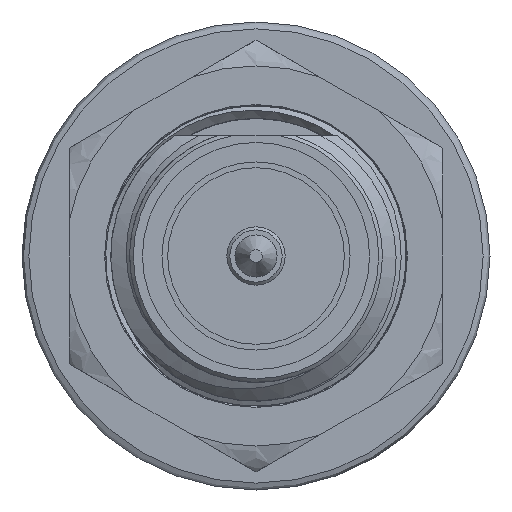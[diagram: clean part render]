
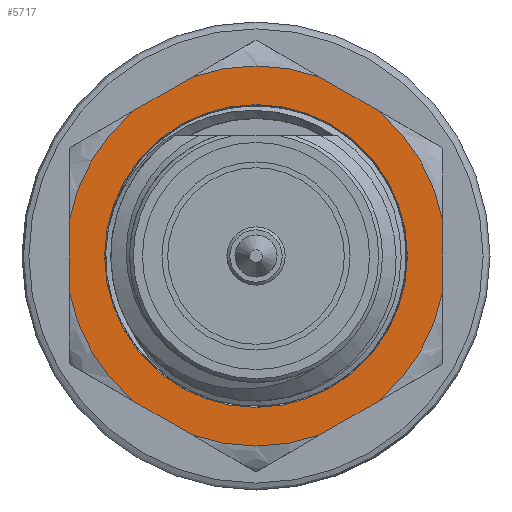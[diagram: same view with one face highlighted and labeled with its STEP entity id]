
A CAD part, front view. The second image highlights one B-rep face of the part: STEP entity #5717.
In plain terms, the highlighted planar face has unit normal (0, -1, 0).
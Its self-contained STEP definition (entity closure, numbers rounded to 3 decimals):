
#124=PLANE('',#6357);
#597=CIRCLE('',#6358,3.3);
#598=CIRCLE('',#6359,4.142);
#599=CIRCLE('',#6360,4.142);
#600=CIRCLE('',#6361,4.142);
#601=CIRCLE('',#6362,4.142);
#602=CIRCLE('',#6363,4.142);
#603=CIRCLE('',#6364,4.142);
#1614=ORIENTED_EDGE('',*,*,#2789,.T.);
#1615=ORIENTED_EDGE('',*,*,#2790,.F.);
#1616=ORIENTED_EDGE('',*,*,#2791,.T.);
#1617=ORIENTED_EDGE('',*,*,#2792,.F.);
#1618=ORIENTED_EDGE('',*,*,#2793,.T.);
#1619=ORIENTED_EDGE('',*,*,#2794,.F.);
#1620=ORIENTED_EDGE('',*,*,#2795,.T.);
#1621=ORIENTED_EDGE('',*,*,#2796,.F.);
#1622=ORIENTED_EDGE('',*,*,#2797,.T.);
#1623=ORIENTED_EDGE('',*,*,#2798,.F.);
#1624=ORIENTED_EDGE('',*,*,#2799,.T.);
#1625=ORIENTED_EDGE('',*,*,#2800,.F.);
#1626=ORIENTED_EDGE('',*,*,#2801,.T.);
#2789=EDGE_CURVE('',#3460,#3460,#597,.F.);
#2790=EDGE_CURVE('',#3461,#3462,#598,.F.);
#2791=EDGE_CURVE('',#3461,#3463,#3922,.T.);
#2792=EDGE_CURVE('',#3464,#3463,#599,.F.);
#2793=EDGE_CURVE('',#3464,#3465,#3923,.T.);
#2794=EDGE_CURVE('',#3466,#3465,#600,.F.);
#2795=EDGE_CURVE('',#3466,#3467,#3924,.T.);
#2796=EDGE_CURVE('',#3468,#3467,#601,.F.);
#2797=EDGE_CURVE('',#3468,#3469,#3925,.T.);
#2798=EDGE_CURVE('',#3470,#3469,#602,.F.);
#2799=EDGE_CURVE('',#3470,#3471,#3926,.T.);
#2800=EDGE_CURVE('',#3472,#3471,#603,.F.);
#2801=EDGE_CURVE('',#3472,#3462,#3927,.T.);
#3460=VERTEX_POINT('',#22151);
#3461=VERTEX_POINT('',#22153);
#3462=VERTEX_POINT('',#22154);
#3463=VERTEX_POINT('',#22156);
#3464=VERTEX_POINT('',#22158);
#3465=VERTEX_POINT('',#22160);
#3466=VERTEX_POINT('',#22162);
#3467=VERTEX_POINT('',#22164);
#3468=VERTEX_POINT('',#22166);
#3469=VERTEX_POINT('',#22168);
#3470=VERTEX_POINT('',#22170);
#3471=VERTEX_POINT('',#22172);
#3472=VERTEX_POINT('',#22174);
#3922=LINE('',#22155,#4180);
#3923=LINE('',#22159,#4181);
#3924=LINE('',#22163,#4182);
#3925=LINE('',#22167,#4183);
#3926=LINE('',#22171,#4184);
#3927=LINE('',#22175,#4185);
#4180=VECTOR('',#7434,1000.);
#4181=VECTOR('',#7437,1000.);
#4182=VECTOR('',#7440,1000.);
#4183=VECTOR('',#7443,1000.);
#4184=VECTOR('',#7446,1000.);
#4185=VECTOR('',#7449,1000.);
#4492=EDGE_LOOP('',(#1614));
#4493=EDGE_LOOP('',(#1615,#1616,#1617,#1618,#1619,#1620,#1621,#1622,#1623,
#1624,#1625,#1626));
#5057=FACE_BOUND('',#4492,.T.);
#5058=FACE_BOUND('',#4493,.T.);
#5717=ADVANCED_FACE('',(#5057,#5058),#124,.T.);
#6357=AXIS2_PLACEMENT_3D('',#22149,#7428,#7429);
#6358=AXIS2_PLACEMENT_3D('',#22150,#7430,#7431);
#6359=AXIS2_PLACEMENT_3D('',#22152,#7432,#7433);
#6360=AXIS2_PLACEMENT_3D('',#22157,#7435,#7436);
#6361=AXIS2_PLACEMENT_3D('',#22161,#7438,#7439);
#6362=AXIS2_PLACEMENT_3D('',#22165,#7441,#7442);
#6363=AXIS2_PLACEMENT_3D('',#22169,#7444,#7445);
#6364=AXIS2_PLACEMENT_3D('',#22173,#7447,#7448);
#7428=DIRECTION('',(0.,-1.,0.));
#7429=DIRECTION('',(1.,0.,0.));
#7430=DIRECTION('',(0.,-1.,0.));
#7431=DIRECTION('',(1.,0.,0.));
#7432=DIRECTION('',(0.,-1.,0.));
#7433=DIRECTION('',(1.,0.,0.));
#7434=DIRECTION('',(0.,0.,1.));
#7435=DIRECTION('',(0.,-1.,0.));
#7436=DIRECTION('',(1.,0.,0.));
#7437=DIRECTION('',(-0.866,0.,0.5));
#7438=DIRECTION('',(0.,-1.,0.));
#7439=DIRECTION('',(1.,0.,0.));
#7440=DIRECTION('',(-0.866,0.,-0.5));
#7441=DIRECTION('',(0.,-1.,0.));
#7442=DIRECTION('',(1.,0.,0.));
#7443=DIRECTION('',(0.,0.,-1.));
#7444=DIRECTION('',(0.,-1.,0.));
#7445=DIRECTION('',(1.,0.,0.));
#7446=DIRECTION('',(0.866,0.,-0.5));
#7447=DIRECTION('',(0.,-1.,0.));
#7448=DIRECTION('',(1.,0.,0.));
#7449=DIRECTION('',(0.866,0.,0.5));
#22149=CARTESIAN_POINT('',(0.,-73.45,0.));
#22150=CARTESIAN_POINT('',(0.,-73.45,0.));
#22151=CARTESIAN_POINT('',(3.3,-73.45,0.));
#22152=CARTESIAN_POINT('',(0.,-73.45,0.));
#22153=CARTESIAN_POINT('',(4.075,-73.45,-0.744));
#22154=CARTESIAN_POINT('',(2.682,-73.45,-3.157));
#22155=CARTESIAN_POINT('',(4.075,-73.45,-2.353));
#22156=CARTESIAN_POINT('',(4.075,-73.45,0.744));
#22157=CARTESIAN_POINT('',(0.,-73.45,0.));
#22158=CARTESIAN_POINT('',(2.682,-73.45,3.157));
#22159=CARTESIAN_POINT('',(4.075,-73.45,2.353));
#22160=CARTESIAN_POINT('',(1.393,-73.45,3.901));
#22161=CARTESIAN_POINT('',(0.,-73.45,0.));
#22162=CARTESIAN_POINT('',(-1.393,-73.45,3.901));
#22163=CARTESIAN_POINT('',(0.,-73.45,4.705));
#22164=CARTESIAN_POINT('',(-2.682,-73.45,3.157));
#22165=CARTESIAN_POINT('',(0.,-73.45,0.));
#22166=CARTESIAN_POINT('',(-4.075,-73.45,0.744));
#22167=CARTESIAN_POINT('',(-4.075,-73.45,2.353));
#22168=CARTESIAN_POINT('',(-4.075,-73.45,-0.744));
#22169=CARTESIAN_POINT('',(0.,-73.45,0.));
#22170=CARTESIAN_POINT('',(-2.682,-73.45,-3.157));
#22171=CARTESIAN_POINT('',(-4.075,-73.45,-2.353));
#22172=CARTESIAN_POINT('',(-1.393,-73.45,-3.901));
#22173=CARTESIAN_POINT('',(0.,-73.45,0.));
#22174=CARTESIAN_POINT('',(1.393,-73.45,-3.901));
#22175=CARTESIAN_POINT('',(0.,-73.45,-4.705));
